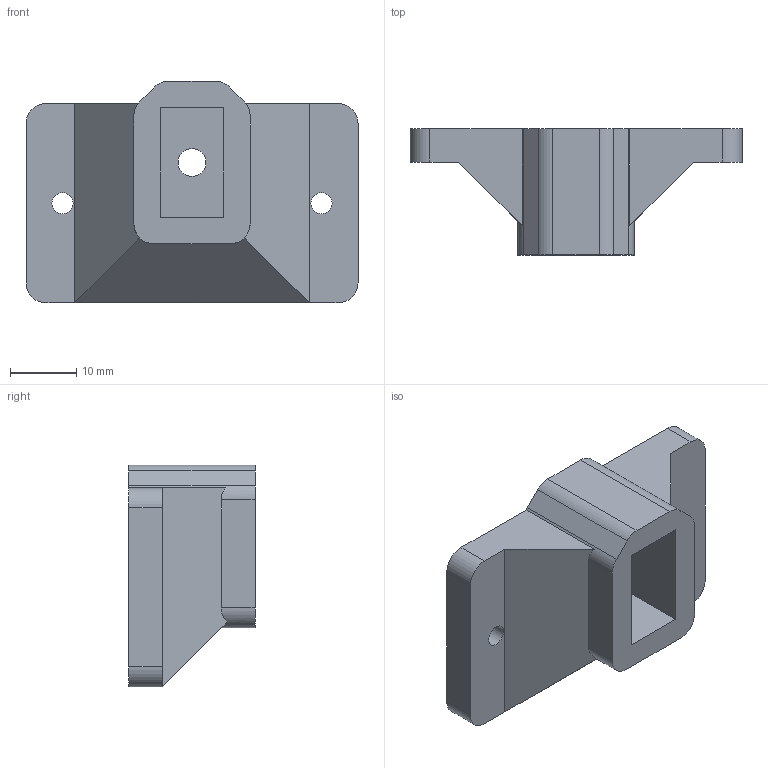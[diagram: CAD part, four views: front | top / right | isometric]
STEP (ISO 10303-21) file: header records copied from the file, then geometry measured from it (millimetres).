
FILE_DESCRIPTION(/* description */ (''),/* implementation_level */ '2;1');
FILE_NAME(/* name */ 'y_pulley_holder_front.step',/* time_stamp */ '2022-06-08T09:15:45+02:00',/* author */ (''),/* organization */ (''),/* preprocessor_version */ 'ST-DEVELOPER v18.1',/* originating_system */ 'Autodesk Translation Framework v10.14.0.1471',/* authorisation */ '');
FILE_SCHEMA (('AUTOMOTIVE_DESIGN { 1 0 10303 214 3 1 1 }'));
Length unit declared in the file: millimetre
Products named in the file (1): y_pulley_holder_front
Bounding box: 50 x 19 x 33.4 mm (x, y, z)
Volume: 13469.2 mm3; surface area: 5815 mm2
Topology: 1 solids, 1 shells, 40 faces, 103 edges, 68 vertices
Faces by surface type: plane 25, cylinder 15
Full cylindrical faces by diameter (mm): 3.2 x2, 4.2 x1, 6 x2
Entity records: 1270 total; most frequent: DIRECTION 219, CARTESIAN_POINT 212, ORIENTED_EDGE 206, EDGE_CURVE 103, AXIS2_PLACEMENT_3D 75, LINE 69, VECTOR 69, VERTEX_POINT 68
